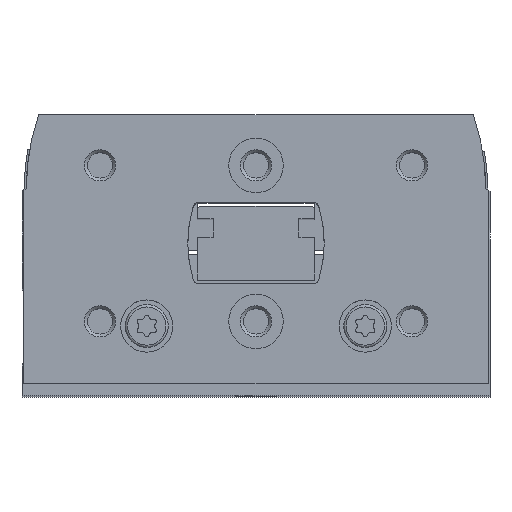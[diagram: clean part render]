
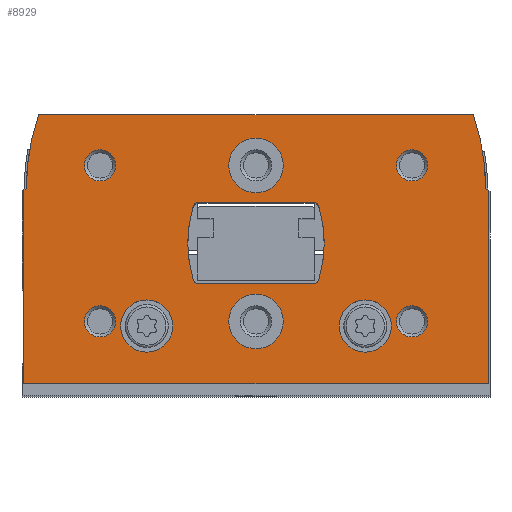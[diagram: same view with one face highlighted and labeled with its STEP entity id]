
A CAD part, top view. The second image highlights one B-rep face of the part: STEP entity #8929.
In plain terms, the highlighted planar face has unit normal (0, 0, 1).
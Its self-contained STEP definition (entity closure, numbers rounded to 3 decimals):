
#409=LINE('',#13923,#907);
#414=LINE('',#13933,#912);
#432=LINE('',#13979,#930);
#438=LINE('',#13991,#936);
#452=LINE('',#14066,#950);
#454=LINE('',#14069,#952);
#455=LINE('',#14101,#953);
#456=LINE('',#14121,#954);
#907=VECTOR('',#11396,1000.);
#912=VECTOR('',#11403,1000.);
#930=VECTOR('',#11439,1000.);
#936=VECTOR('',#11449,1000.);
#950=VECTOR('',#11507,1000.);
#952=VECTOR('',#11511,1000.);
#953=VECTOR('',#11544,1000.);
#954=VECTOR('',#11565,1000.);
#1221=PLANE('',#9713);
#2378=ORIENTED_EDGE('',*,*,#3989,.F.);
#2379=ORIENTED_EDGE('',*,*,#3990,.F.);
#2380=ORIENTED_EDGE('',*,*,#3991,.T.);
#2381=ORIENTED_EDGE('',*,*,#3992,.T.);
#2382=ORIENTED_EDGE('',*,*,#3993,.T.);
#2383=ORIENTED_EDGE('',*,*,#3994,.T.);
#2384=ORIENTED_EDGE('',*,*,#3995,.T.);
#2385=ORIENTED_EDGE('',*,*,#3996,.T.);
#2386=ORIENTED_EDGE('',*,*,#3950,.F.);
#2387=ORIENTED_EDGE('',*,*,#3970,.F.);
#2388=ORIENTED_EDGE('',*,*,#3962,.F.);
#2389=ORIENTED_EDGE('',*,*,#3959,.F.);
#2390=ORIENTED_EDGE('',*,*,#3997,.F.);
#2391=ORIENTED_EDGE('',*,*,#3998,.F.);
#2392=ORIENTED_EDGE('',*,*,#3999,.F.);
#2393=ORIENTED_EDGE('',*,*,#3953,.F.);
#2394=ORIENTED_EDGE('',*,*,#3937,.T.);
#2395=ORIENTED_EDGE('',*,*,#3931,.T.);
#2396=ORIENTED_EDGE('',*,*,#3972,.T.);
#2397=ORIENTED_EDGE('',*,*,#3902,.T.);
#2398=ORIENTED_EDGE('',*,*,#3907,.T.);
#2399=ORIENTED_EDGE('',*,*,#3911,.T.);
#2400=ORIENTED_EDGE('',*,*,#3988,.T.);
#2401=ORIENTED_EDGE('',*,*,#3943,.T.);
#3902=EDGE_CURVE('',#4808,#4807,#409,.T.);
#3907=EDGE_CURVE('',#4807,#4811,#414,.T.);
#3911=EDGE_CURVE('',#4811,#4813,#5388,.T.);
#3931=EDGE_CURVE('',#4828,#4830,#432,.T.);
#3937=EDGE_CURVE('',#4834,#4828,#438,.T.);
#3943=EDGE_CURVE('',#4839,#4834,#5394,.T.);
#3950=EDGE_CURVE('',#4843,#4844,#5397,.T.);
#3953=EDGE_CURVE('',#4844,#4845,#5398,.T.);
#3959=EDGE_CURVE('',#4849,#4850,#5401,.T.);
#3962=EDGE_CURVE('',#4850,#4852,#5402,.T.);
#3970=EDGE_CURVE('',#4852,#4843,#452,.T.);
#3972=EDGE_CURVE('',#4830,#4808,#454,.T.);
#3988=EDGE_CURVE('',#4813,#4839,#455,.T.);
#3989=EDGE_CURVE('',#4873,#4873,#5423,.T.);
#3990=EDGE_CURVE('',#4874,#4874,#5424,.T.);
#3991=EDGE_CURVE('',#4875,#4875,#5425,.T.);
#3992=EDGE_CURVE('',#4876,#4876,#5426,.T.);
#3993=EDGE_CURVE('',#4877,#4877,#5427,.T.);
#3994=EDGE_CURVE('',#4878,#4878,#5428,.T.);
#3995=EDGE_CURVE('',#4879,#4879,#5429,.T.);
#3996=EDGE_CURVE('',#4880,#4880,#5430,.T.);
#3997=EDGE_CURVE('',#4881,#4849,#5431,.T.);
#3998=EDGE_CURVE('',#4882,#4881,#456,.T.);
#3999=EDGE_CURVE('',#4845,#4882,#5432,.T.);
#4807=VERTEX_POINT('',#13922);
#4808=VERTEX_POINT('',#13924);
#4811=VERTEX_POINT('',#13932);
#4813=VERTEX_POINT('',#13939);
#4828=VERTEX_POINT('',#13973);
#4830=VERTEX_POINT('',#13978);
#4834=VERTEX_POINT('',#13989);
#4839=VERTEX_POINT('',#14004);
#4843=VERTEX_POINT('',#14018);
#4844=VERTEX_POINT('',#14020);
#4845=VERTEX_POINT('',#14028);
#4849=VERTEX_POINT('',#14041);
#4850=VERTEX_POINT('',#14043);
#4852=VERTEX_POINT('',#14052);
#4873=VERTEX_POINT('',#14104);
#4874=VERTEX_POINT('',#14106);
#4875=VERTEX_POINT('',#14108);
#4876=VERTEX_POINT('',#14110);
#4877=VERTEX_POINT('',#14112);
#4878=VERTEX_POINT('',#14114);
#4879=VERTEX_POINT('',#14116);
#4880=VERTEX_POINT('',#14118);
#4881=VERTEX_POINT('',#14120);
#4882=VERTEX_POINT('',#14122);
#5388=CIRCLE('',#9665,29.);
#5394=CIRCLE('',#9677,29.);
#5397=CIRCLE('',#9681,0.8);
#5398=CIRCLE('',#9683,16.);
#5401=CIRCLE('',#9687,16.);
#5402=CIRCLE('',#9689,0.8);
#5423=CIRCLE('',#9714,3.35);
#5424=CIRCLE('',#9715,3.35);
#5425=CIRCLE('',#9716,3.5);
#5426=CIRCLE('',#9717,3.5);
#5427=CIRCLE('',#9718,2.);
#5428=CIRCLE('',#9719,2.);
#5429=CIRCLE('',#9720,2.);
#5430=CIRCLE('',#9721,2.);
#5431=CIRCLE('',#9722,0.8);
#5432=CIRCLE('',#9723,0.8);
#5998=EDGE_LOOP('',(#2378));
#5999=EDGE_LOOP('',(#2379));
#6000=EDGE_LOOP('',(#2380));
#6001=EDGE_LOOP('',(#2381));
#6002=EDGE_LOOP('',(#2382));
#6003=EDGE_LOOP('',(#2383));
#6004=EDGE_LOOP('',(#2384));
#6005=EDGE_LOOP('',(#2385));
#6006=EDGE_LOOP('',(#2386,#2387,#2388,#2389,#2390,#2391,#2392,#2393));
#6007=EDGE_LOOP('',(#2394,#2395,#2396,#2397,#2398,#2399,#2400,#2401));
#6734=FACE_BOUND('',#5998,.T.);
#6735=FACE_BOUND('',#5999,.T.);
#6736=FACE_BOUND('',#6000,.T.);
#6737=FACE_BOUND('',#6001,.T.);
#6738=FACE_BOUND('',#6002,.T.);
#6739=FACE_BOUND('',#6003,.T.);
#6740=FACE_BOUND('',#6004,.T.);
#6741=FACE_BOUND('',#6005,.T.);
#6742=FACE_BOUND('',#6006,.T.);
#6743=FACE_BOUND('',#6007,.T.);
#8929=ADVANCED_FACE('',(#6734,#6735,#6736,#6737,#6738,#6739,#6740,#6741,
#6742,#6743),#1221,.T.);
#9665=AXIS2_PLACEMENT_3D('',#13940,#11410,#11411);
#9677=AXIS2_PLACEMENT_3D('',#14003,#11460,#11461);
#9681=AXIS2_PLACEMENT_3D('',#14019,#11471,#11472);
#9683=AXIS2_PLACEMENT_3D('',#14027,#11476,#11477);
#9687=AXIS2_PLACEMENT_3D('',#14042,#11486,#11487);
#9689=AXIS2_PLACEMENT_3D('',#14051,#11491,#11492);
#9713=AXIS2_PLACEMENT_3D('',#14102,#11545,#11546);
#9714=AXIS2_PLACEMENT_3D('',#14103,#11547,#11548);
#9715=AXIS2_PLACEMENT_3D('',#14105,#11549,#11550);
#9716=AXIS2_PLACEMENT_3D('',#14107,#11551,#11552);
#9717=AXIS2_PLACEMENT_3D('',#14109,#11553,#11554);
#9718=AXIS2_PLACEMENT_3D('',#14111,#11555,#11556);
#9719=AXIS2_PLACEMENT_3D('',#14113,#11557,#11558);
#9720=AXIS2_PLACEMENT_3D('',#14115,#11559,#11560);
#9721=AXIS2_PLACEMENT_3D('',#14117,#11561,#11562);
#9722=AXIS2_PLACEMENT_3D('',#14119,#11563,#11564);
#9723=AXIS2_PLACEMENT_3D('',#14123,#11566,#11567);
#11396=DIRECTION('',(0.,1.,0.));
#11403=DIRECTION('',(-0.866,0.5,0.));
#11410=DIRECTION('',(0.,0.,1.));
#11411=DIRECTION('',(1.,0.,0.));
#11439=DIRECTION('',(0.,-1.,0.));
#11449=DIRECTION('',(-0.866,-0.5,0.));
#11460=DIRECTION('',(0.,0.,1.));
#11461=DIRECTION('',(1.,0.,0.));
#11471=DIRECTION('',(0.,0.,1.));
#11472=DIRECTION('',(1.,0.,0.));
#11476=DIRECTION('',(0.,0.,1.));
#11477=DIRECTION('',(1.,0.,0.));
#11486=DIRECTION('',(0.,0.,1.));
#11487=DIRECTION('',(1.,0.,0.));
#11491=DIRECTION('',(0.,0.,1.));
#11492=DIRECTION('',(1.,0.,0.));
#11507=DIRECTION('',(-1.,0.,0.));
#11511=DIRECTION('',(1.,0.,0.));
#11544=DIRECTION('',(-1.,0.,0.));
#11545=DIRECTION('',(0.,0.,1.));
#11546=DIRECTION('',(1.,0.,0.));
#11547=DIRECTION('',(0.,0.,1.));
#11548=DIRECTION('',(1.,0.,0.));
#11549=DIRECTION('',(0.,0.,1.));
#11550=DIRECTION('',(1.,0.,0.));
#11551=DIRECTION('',(0.,0.,-1.));
#11552=DIRECTION('',(-1.,0.,0.));
#11553=DIRECTION('',(0.,0.,-1.));
#11554=DIRECTION('',(-1.,0.,0.));
#11555=DIRECTION('',(0.,0.,-1.));
#11556=DIRECTION('',(-1.,0.,0.));
#11557=DIRECTION('',(0.,0.,-1.));
#11558=DIRECTION('',(-1.,0.,0.));
#11559=DIRECTION('',(0.,0.,-1.));
#11560=DIRECTION('',(-1.,0.,0.));
#11561=DIRECTION('',(0.,0.,-1.));
#11562=DIRECTION('',(-1.,0.,0.));
#11563=DIRECTION('',(0.,0.,1.));
#11564=DIRECTION('',(1.,0.,0.));
#11565=DIRECTION('',(1.,0.,0.));
#11566=DIRECTION('',(0.,0.,1.));
#11567=DIRECTION('',(1.,0.,0.));
#13922=CARTESIAN_POINT('',(29.75,24.827,0.));
#13923=CARTESIAN_POINT('',(29.75,0.,0.));
#13924=CARTESIAN_POINT('',(29.75,0.,0.));
#13932=CARTESIAN_POINT('',(29.45,25.,0.));
#13933=CARTESIAN_POINT('',(29.75,24.827,0.));
#13939=CARTESIAN_POINT('',(27.85,34.5,0.));
#13940=CARTESIAN_POINT('',(0.45,25.,0.));
#13973=CARTESIAN_POINT('',(-29.75,24.827,0.));
#13978=CARTESIAN_POINT('',(-29.75,0.,0.));
#13979=CARTESIAN_POINT('',(-29.75,24.827,0.));
#13989=CARTESIAN_POINT('',(-29.45,25.,0.));
#13991=CARTESIAN_POINT('',(-29.45,25.,0.));
#14003=CARTESIAN_POINT('',(-0.45,25.,0.));
#14004=CARTESIAN_POINT('',(-27.85,34.5,0.));
#14018=CARTESIAN_POINT('',(-7.284,23.3,0.));
#14019=CARTESIAN_POINT('',(-7.284,22.5,0.));
#14020=CARTESIAN_POINT('',(-8.049,22.734,0.));
#14027=CARTESIAN_POINT('',(7.25,18.05,0.));
#14028=CARTESIAN_POINT('',(-8.049,13.366,0.));
#14041=CARTESIAN_POINT('',(8.049,13.366,0.));
#14042=CARTESIAN_POINT('',(-7.25,18.05,0.));
#14043=CARTESIAN_POINT('',(8.049,22.734,0.));
#14051=CARTESIAN_POINT('',(7.284,22.5,0.));
#14052=CARTESIAN_POINT('',(7.284,23.3,0.));
#14066=CARTESIAN_POINT('',(7.284,23.3,0.));
#14069=CARTESIAN_POINT('',(-29.75,0.,0.));
#14101=CARTESIAN_POINT('',(27.85,34.5,0.));
#14102=CARTESIAN_POINT('',(0.45,25.,0.));
#14103=CARTESIAN_POINT('',(-14.,7.4,0.));
#14104=CARTESIAN_POINT('',(-10.65,7.4,0.));
#14105=CARTESIAN_POINT('',(14.,7.4,0.));
#14106=CARTESIAN_POINT('',(17.35,7.4,0.));
#14107=CARTESIAN_POINT('',(0.,8.,0.));
#14108=CARTESIAN_POINT('',(-3.5,8.,0.));
#14109=CARTESIAN_POINT('',(0.,28.,0.));
#14110=CARTESIAN_POINT('',(-3.5,28.,0.));
#14111=CARTESIAN_POINT('',(20.,8.,0.));
#14112=CARTESIAN_POINT('',(18.,8.,0.));
#14113=CARTESIAN_POINT('',(-20.,8.,0.));
#14114=CARTESIAN_POINT('',(-22.,8.,0.));
#14115=CARTESIAN_POINT('',(-20.,28.,0.));
#14116=CARTESIAN_POINT('',(-22.,28.,0.));
#14117=CARTESIAN_POINT('',(20.,28.,0.));
#14118=CARTESIAN_POINT('',(18.,28.,0.));
#14119=CARTESIAN_POINT('',(7.284,13.6,0.));
#14120=CARTESIAN_POINT('',(7.284,12.8,0.));
#14121=CARTESIAN_POINT('',(-7.284,12.8,0.));
#14122=CARTESIAN_POINT('',(-7.284,12.8,0.));
#14123=CARTESIAN_POINT('',(-7.284,13.6,0.));
